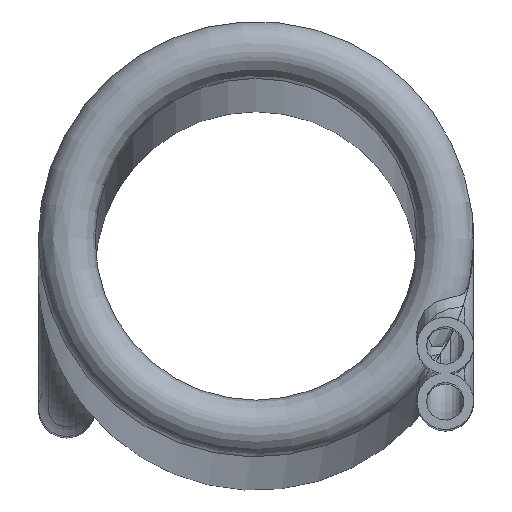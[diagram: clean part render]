
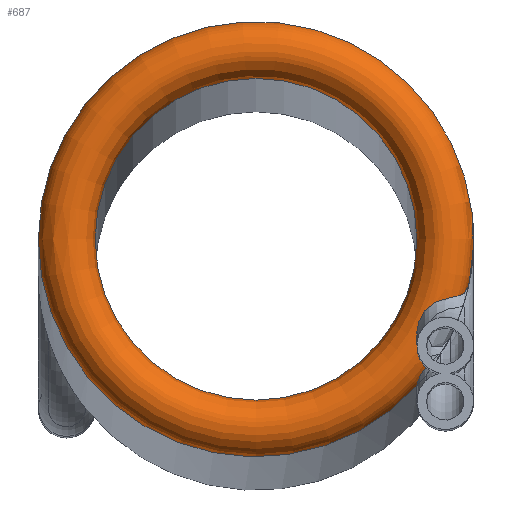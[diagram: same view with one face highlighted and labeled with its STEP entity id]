
A CAD part, top view. The second image highlights one B-rep face of the part: STEP entity #687.
In plain terms, the highlighted toroidal (fillet/blend) face has major radius 20 mm and minor radius 3 mm.
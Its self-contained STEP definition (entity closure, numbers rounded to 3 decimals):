
#49=CIRCLE('',#728,17.);
#50=CIRCLE('',#729,23.);
#82=ORIENTED_EDGE('',*,*,#204,.T.);
#83=ORIENTED_EDGE('',*,*,#205,.F.);
#84=ORIENTED_EDGE('',*,*,#206,.F.);
#85=ORIENTED_EDGE('',*,*,#207,.F.);
#204=EDGE_CURVE('',#265,#265,#49,.T.);
#205=EDGE_CURVE('',#266,#267,#307,.T.);
#206=EDGE_CURVE('',#268,#266,#50,.T.);
#207=EDGE_CURVE('',#267,#268,#308,.T.);
#265=VERTEX_POINT('',#949);
#266=VERTEX_POINT('',#966);
#267=VERTEX_POINT('',#967);
#268=VERTEX_POINT('',#969);
#307=B_SPLINE_CURVE_WITH_KNOTS('',3,(#950,#951,#952,#953,#954,#955,#956,
#957,#958,#959,#960,#961,#962,#963,#964,#965),.UNSPECIFIED.,.F.,.F.,(4,
1,1,1,1,1,1,1,1,1,1,1,1,4),(-0.004,-0.002,-0.001,
0.001,0.002,0.003,0.004,
0.005,0.006,0.007,0.007,
0.008,0.009,0.01),
 .UNSPECIFIED.);
#308=B_SPLINE_CURVE_WITH_KNOTS('',3,(#970,#971,#972,#973,#974,#975,#976,
#977,#978),.UNSPECIFIED.,.F.,.F.,(4,1,1,1,1,1,4),(0.001,
0.002,0.004,0.004,0.005,
0.006,0.006),.UNSPECIFIED.);
#330=EDGE_LOOP('',(#82));
#331=EDGE_LOOP('',(#83,#84,#85));
#380=FACE_BOUND('',#330,.T.);
#381=FACE_BOUND('',#331,.T.);
#430=TOROIDAL_SURFACE('',#727,20.,3.);
#687=ADVANCED_FACE('',(#380,#381),#430,.T.);
#727=AXIS2_PLACEMENT_3D('',#947,#798,#799);
#728=AXIS2_PLACEMENT_3D('',#948,#800,#801);
#729=AXIS2_PLACEMENT_3D('',#968,#802,#803);
#798=DIRECTION('',(0.,0.,-1.));
#799=DIRECTION('',(-1.,0.,0.));
#800=DIRECTION('',(0.,0.,-1.));
#801=DIRECTION('',(-1.,0.,0.));
#802=DIRECTION('',(0.,0.,-1.));
#803=DIRECTION('',(-1.,0.,0.));
#947=CARTESIAN_POINT('',(0.,23.,-3.));
#948=CARTESIAN_POINT('',(0.,23.,-3.));
#949=CARTESIAN_POINT('',(-17.,23.,-3.));
#950=CARTESIAN_POINT('',(22.478,18.13,-3.));
#951=CARTESIAN_POINT('',(22.384,17.692,-2.586));
#952=CARTESIAN_POINT('',(22.032,17.099,-1.54));
#953=CARTESIAN_POINT('',(20.668,16.879,-0.24));
#954=CARTESIAN_POINT('',(19.172,16.51,0.042));
#955=CARTESIAN_POINT('',(18.156,15.843,-0.031));
#956=CARTESIAN_POINT('',(17.565,15.145,-0.099));
#957=CARTESIAN_POINT('',(17.184,14.313,-0.095));
#958=CARTESIAN_POINT('',(16.995,13.428,-0.035));
#959=CARTESIAN_POINT('',(16.988,12.519,0.016));
#960=CARTESIAN_POINT('',(17.204,11.623,-0.031));
#961=CARTESIAN_POINT('',(17.705,10.878,-0.322));
#962=CARTESIAN_POINT('',(18.371,10.538,-0.894));
#963=CARTESIAN_POINT('',(18.984,10.581,-1.584));
#964=CARTESIAN_POINT('',(19.312,10.769,-2.059));
#965=CARTESIAN_POINT('',(19.455,10.889,-2.297));
#966=CARTESIAN_POINT('',(22.478,18.13,-3.));
#967=CARTESIAN_POINT('',(19.455,10.889,-2.297));
#968=CARTESIAN_POINT('',(0.,23.,-3.));
#969=CARTESIAN_POINT('',(17.016,7.525,-3.));
#970=CARTESIAN_POINT('',(19.455,10.889,-2.297));
#971=CARTESIAN_POINT('',(19.216,10.644,-1.994));
#972=CARTESIAN_POINT('',(18.617,10.151,-1.476));
#973=CARTESIAN_POINT('',(17.791,9.338,-1.233));
#974=CARTESIAN_POINT('',(17.29,8.559,-1.373));
#975=CARTESIAN_POINT('',(17.052,7.977,-1.708));
#976=CARTESIAN_POINT('',(16.986,7.576,-2.296));
#977=CARTESIAN_POINT('',(17.005,7.514,-2.767));
#978=CARTESIAN_POINT('',(17.016,7.525,-3.));
